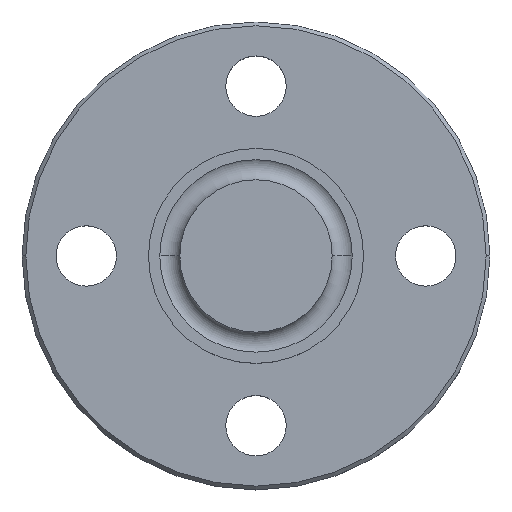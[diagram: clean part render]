
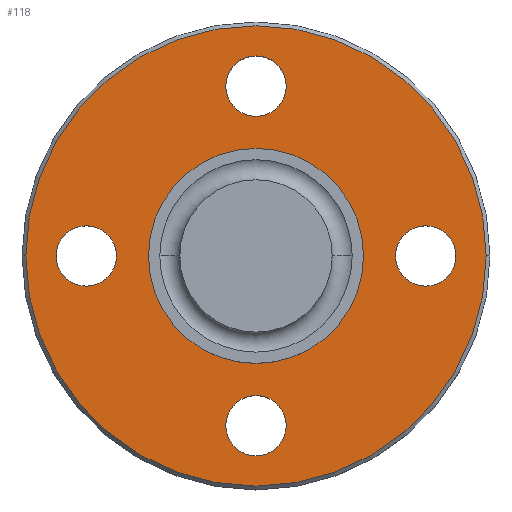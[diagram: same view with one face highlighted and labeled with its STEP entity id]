
A CAD part, top view. The second image highlights one B-rep face of the part: STEP entity #118.
In plain terms, the highlighted planar face has unit normal (0, 0, 1).
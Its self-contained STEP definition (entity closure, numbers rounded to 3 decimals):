
#18 = EDGE_CURVE ( 'NONE', #571, #510, #74, .T. ) ;
#26 = EDGE_LOOP ( 'NONE', ( #718, #548 ) ) ;
#28 = CIRCLE ( 'NONE', #576, 4. ) ;
#31 = CARTESIAN_POINT ( 'NONE',  ( 0., -22.5, 10. ) ) ;
#34 = EDGE_LOOP ( 'NONE', ( #670, #442 ) ) ;
#44 = DIRECTION ( 'NONE',  ( 0., 0., 1. ) ) ;
#45 = VERTEX_POINT ( 'NONE', #410 ) ;
#49 = EDGE_LOOP ( 'NONE', ( #665, #406 ) ) ;
#50 = DIRECTION ( 'NONE',  ( -1., 0., 0. ) ) ;
#51 = ORIENTED_EDGE ( 'NONE', *, *, #523, .F. ) ;
#54 = VERTEX_POINT ( 'NONE', #184 ) ;
#64 = FACE_BOUND ( 'NONE', #225, .T. ) ;
#66 = DIRECTION ( 'NONE',  ( 1., 0., 0. ) ) ;
#74 = CIRCLE ( 'NONE', #547, 4. ) ;
#78 = PLANE ( 'NONE',  #106 ) ;
#84 = DIRECTION ( 'NONE',  ( 0., 0., 1. ) ) ;
#87 = CARTESIAN_POINT ( 'NONE',  ( 0., 0., 10. ) ) ;
#106 = AXIS2_PLACEMENT_3D ( 'NONE', #307, #544, #486 ) ;
#107 = CIRCLE ( 'NONE', #230, 4. ) ;
#110 = VERTEX_POINT ( 'NONE', #482 ) ;
#111 = DIRECTION ( 'NONE',  ( 0., 0., 1. ) ) ;
#118 = ADVANCED_FACE ( 'NONE', ( #188, #418, #652, #598, #64, #533 ), #78, .F. ) ;
#120 = DIRECTION ( 'NONE',  ( 0., 0., 1. ) ) ;
#122 = CARTESIAN_POINT ( 'NONE',  ( -30.5, 0., 10. ) ) ;
#127 = CIRCLE ( 'NONE', #565, 30.5 ) ;
#128 = CARTESIAN_POINT ( 'NONE',  ( 0., 0., 10. ) ) ;
#137 = AXIS2_PLACEMENT_3D ( 'NONE', #697, #241, #475 ) ;
#147 = DIRECTION ( 'NONE',  ( 1., 0., 0. ) ) ;
#151 = AXIS2_PLACEMENT_3D ( 'NONE', #224, #464, #653 ) ;
#172 = DIRECTION ( 'NONE',  ( 0., 0., 1. ) ) ;
#178 = CARTESIAN_POINT ( 'NONE',  ( 4., -22.5, 10. ) ) ;
#184 = CARTESIAN_POINT ( 'NONE',  ( 22.5, 4., 10. ) ) ;
#188 = FACE_BOUND ( 'NONE', #455, .T. ) ;
#194 = CARTESIAN_POINT ( 'NONE',  ( 22.5, 0., 10. ) ) ;
#195 = VERTEX_POINT ( 'NONE', #514 ) ;
#212 = CARTESIAN_POINT ( 'NONE',  ( 0., 22.5, 10. ) ) ;
#218 = CIRCLE ( 'NONE', #529, 14.25 ) ;
#224 = CARTESIAN_POINT ( 'NONE',  ( 0., 22.5, 10. ) ) ;
#225 = EDGE_LOOP ( 'NONE', ( #524, #713 ) ) ;
#230 = AXIS2_PLACEMENT_3D ( 'NONE', #511, #341, #50 ) ;
#232 = EDGE_CURVE ( 'NONE', #568, #374, #345, .T. ) ;
#236 = DIRECTION ( 'NONE',  ( 1., 0., 0. ) ) ;
#237 = CARTESIAN_POINT ( 'NONE',  ( -22.5, 0., 10. ) ) ;
#240 = AXIS2_PLACEMENT_3D ( 'NONE', #284, #172, #236 ) ;
#241 = DIRECTION ( 'NONE',  ( 0., 0., 1. ) ) ;
#252 = DIRECTION ( 'NONE',  ( 0., -1., 0. ) ) ;
#263 = CIRCLE ( 'NONE', #621, 4. ) ;
#284 = CARTESIAN_POINT ( 'NONE',  ( 0., 0., 10. ) ) ;
#287 = EDGE_CURVE ( 'NONE', #444, #195, #263, .T. ) ;
#305 = DIRECTION ( 'NONE',  ( 0., 1., 0. ) ) ;
#307 = CARTESIAN_POINT ( 'NONE',  ( 0., 30.5, 10. ) ) ;
#316 = AXIS2_PLACEMENT_3D ( 'NONE', #212, #44, #147 ) ;
#324 = ORIENTED_EDGE ( 'NONE', *, *, #287, .F. ) ;
#325 = DIRECTION ( 'NONE',  ( 1., 0., 0. ) ) ;
#328 = CIRCLE ( 'NONE', #151, 4. ) ;
#332 = ORIENTED_EDGE ( 'NONE', *, *, #552, .F. ) ;
#337 = VERTEX_POINT ( 'NONE', #545 ) ;
#341 = DIRECTION ( 'NONE',  ( 0., 0., 1. ) ) ;
#345 = CIRCLE ( 'NONE', #365, 14.25 ) ;
#365 = AXIS2_PLACEMENT_3D ( 'NONE', #730, #111, #518 ) ;
#366 = CIRCLE ( 'NONE', #137, 4. ) ;
#374 = VERTEX_POINT ( 'NONE', #481 ) ;
#390 = CIRCLE ( 'NONE', #441, 4. ) ;
#400 = DIRECTION ( 'NONE',  ( 0., 1., 0. ) ) ;
#402 = CIRCLE ( 'NONE', #240, 30.5 ) ;
#406 = ORIENTED_EDGE ( 'NONE', *, *, #594, .F. ) ;
#410 = CARTESIAN_POINT ( 'NONE',  ( 22.5, -4., 10. ) ) ;
#414 = CARTESIAN_POINT ( 'NONE',  ( -22.5, 0., 10. ) ) ;
#418 = FACE_BOUND ( 'NONE', #49, .T. ) ;
#441 = AXIS2_PLACEMENT_3D ( 'NONE', #414, #120, #400 ) ;
#442 = ORIENTED_EDGE ( 'NONE', *, *, #532, .F. ) ;
#444 = VERTEX_POINT ( 'NONE', #496 ) ;
#447 = DIRECTION ( 'NONE',  ( -1., 0., 0. ) ) ;
#448 = VERTEX_POINT ( 'NONE', #719 ) ;
#455 = EDGE_LOOP ( 'NONE', ( #324, #51 ) ) ;
#464 = DIRECTION ( 'NONE',  ( 0., 0., 1. ) ) ;
#473 = EDGE_CURVE ( 'NONE', #556, #337, #402, .T. ) ;
#475 = DIRECTION ( 'NONE',  ( 0., -1., 0. ) ) ;
#481 = CARTESIAN_POINT ( 'NONE',  ( -14.25, 0., 10. ) ) ;
#482 = CARTESIAN_POINT ( 'NONE',  ( -4., 22.5, 10. ) ) ;
#486 = DIRECTION ( 'NONE',  ( -1., 0., 0. ) ) ;
#496 = CARTESIAN_POINT ( 'NONE',  ( -22.5, 4., 10. ) ) ;
#502 = DIRECTION ( 'NONE',  ( 0., 0., 1. ) ) ;
#510 = VERTEX_POINT ( 'NONE', #178 ) ;
#511 = CARTESIAN_POINT ( 'NONE',  ( 0., -22.5, 10. ) ) ;
#514 = CARTESIAN_POINT ( 'NONE',  ( -22.5, -4., 10. ) ) ;
#518 = DIRECTION ( 'NONE',  ( 1., 0., 0. ) ) ;
#523 = EDGE_CURVE ( 'NONE', #195, #444, #390, .T. ) ;
#524 = ORIENTED_EDGE ( 'NONE', *, *, #232, .F. ) ;
#529 = AXIS2_PLACEMENT_3D ( 'NONE', #87, #559, #325 ) ;
#532 = EDGE_CURVE ( 'NONE', #110, #448, #328, .T. ) ;
#533 = FACE_OUTER_BOUND ( 'NONE', #26, .T. ) ;
#535 = CARTESIAN_POINT ( 'NONE',  ( 14.25, 0., 10. ) ) ;
#544 = DIRECTION ( 'NONE',  ( 0., 0., -1. ) ) ;
#545 = CARTESIAN_POINT ( 'NONE',  ( 30.5, 0., 10. ) ) ;
#547 = AXIS2_PLACEMENT_3D ( 'NONE', #31, #84, #447 ) ;
#548 = ORIENTED_EDGE ( 'NONE', *, *, #582, .T. ) ;
#552 = EDGE_CURVE ( 'NONE', #54, #45, #366, .T. ) ;
#556 = VERTEX_POINT ( 'NONE', #122 ) ;
#559 = DIRECTION ( 'NONE',  ( 0., 0., 1. ) ) ;
#565 = AXIS2_PLACEMENT_3D ( 'NONE', #128, #589, #66 ) ;
#568 = VERTEX_POINT ( 'NONE', #535 ) ;
#569 = EDGE_LOOP ( 'NONE', ( #578, #332 ) ) ;
#571 = VERTEX_POINT ( 'NONE', #593 ) ;
#576 = AXIS2_PLACEMENT_3D ( 'NONE', #194, #502, #252 ) ;
#578 = ORIENTED_EDGE ( 'NONE', *, *, #632, .F. ) ;
#582 = EDGE_CURVE ( 'NONE', #337, #556, #127, .T. ) ;
#589 = DIRECTION ( 'NONE',  ( 0., 0., 1. ) ) ;
#593 = CARTESIAN_POINT ( 'NONE',  ( -4., -22.5, 10. ) ) ;
#594 = EDGE_CURVE ( 'NONE', #510, #571, #107, .T. ) ;
#598 = FACE_BOUND ( 'NONE', #34, .T. ) ;
#621 = AXIS2_PLACEMENT_3D ( 'NONE', #237, #654, #305 ) ;
#632 = EDGE_CURVE ( 'NONE', #45, #54, #28, .T. ) ;
#652 = FACE_BOUND ( 'NONE', #569, .T. ) ;
#653 = DIRECTION ( 'NONE',  ( 1., 0., 0. ) ) ;
#654 = DIRECTION ( 'NONE',  ( 0., 0., 1. ) ) ;
#658 = EDGE_CURVE ( 'NONE', #374, #568, #218, .T. ) ;
#665 = ORIENTED_EDGE ( 'NONE', *, *, #18, .F. ) ;
#670 = ORIENTED_EDGE ( 'NONE', *, *, #689, .F. ) ;
#689 = EDGE_CURVE ( 'NONE', #448, #110, #690, .T. ) ;
#690 = CIRCLE ( 'NONE', #316, 4. ) ;
#697 = CARTESIAN_POINT ( 'NONE',  ( 22.5, 0., 10. ) ) ;
#713 = ORIENTED_EDGE ( 'NONE', *, *, #658, .F. ) ;
#718 = ORIENTED_EDGE ( 'NONE', *, *, #473, .T. ) ;
#719 = CARTESIAN_POINT ( 'NONE',  ( 4., 22.5, 10. ) ) ;
#730 = CARTESIAN_POINT ( 'NONE',  ( 0., 0., 10. ) ) ;
